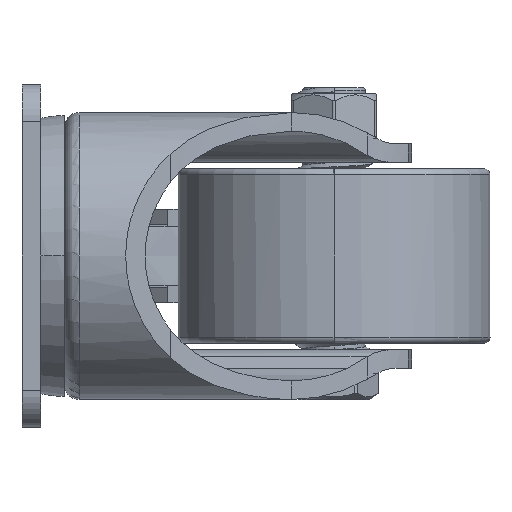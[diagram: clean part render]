
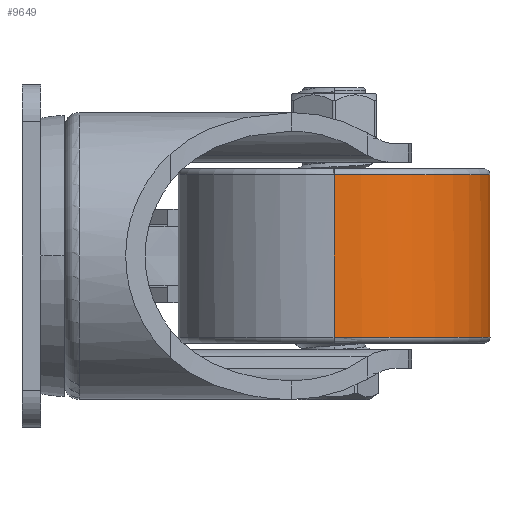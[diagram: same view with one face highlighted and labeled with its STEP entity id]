
A CAD part, left-side view. The second image highlights one B-rep face of the part: STEP entity #9649.
In plain terms, the highlighted cylindrical face has radius 25 mm (diameter 50 mm), a partial arc.
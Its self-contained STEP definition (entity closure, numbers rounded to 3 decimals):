
#9445=CARTESIAN_POINT('',(0.,-13.,0.));
#9446=DIRECTION('',(0.,1.,0.));
#9447=DIRECTION('',(1.,0.,0.));
#9448=AXIS2_PLACEMENT_3D('',#9445,#9446,#9447);
#9450=CARTESIAN_POINT('',(0.,-13.,0.));
#9451=DIRECTION('',(0.,1.,0.));
#9452=DIRECTION('',(1.,0.,-0.007));
#9453=AXIS2_PLACEMENT_3D('',#9450,#9451,#9452);
#9460=DIRECTION('',(0.,-1.,0.));
#9461=VECTOR('',#9460,26.);
#9462=CARTESIAN_POINT('',(-25.,13.,0.));
#9463=LINE('',#9462,#9461);
#9469=CARTESIAN_POINT('',(0.,13.,0.));
#9470=DIRECTION('',(0.,-1.,0.));
#9471=DIRECTION('',(-1.,0.,0.));
#9472=AXIS2_PLACEMENT_3D('',#9469,#9470,#9471);
#9474=CARTESIAN_POINT('',(0.,13.,0.));
#9475=DIRECTION('',(0.,-1.,0.));
#9476=DIRECTION('',(-1.,0.,-0.005));
#9477=AXIS2_PLACEMENT_3D('',#9474,#9475,#9476);
#9524=DIRECTION('',(0.,-1.,0.));
#9525=VECTOR('',#9524,26.);
#9526=CARTESIAN_POINT('',(25.,13.,0.));
#9527=LINE('',#9526,#9525);
#9548=CARTESIAN_POINT('',(-25.,-13.,0.));
#9549=VERTEX_POINT('',#9548);
#9551=CARTESIAN_POINT('',(25.,-13.,0.));
#9553=VERTEX_POINT('',#9551);
#9554=CARTESIAN_POINT('',(24.999,-13.,-0.166));
#9555=VERTEX_POINT('',#9554);
#9556=CARTESIAN_POINT('',(-25.,13.,-0.117));
#9557=CARTESIAN_POINT('',(25.,13.,0.));
#9558=VERTEX_POINT('',#9556);
#9559=VERTEX_POINT('',#9557);
#9560=CARTESIAN_POINT('',(-25.,13.,0.));
#9561=VERTEX_POINT('',#9560);
#9632=CARTESIAN_POINT('',(0.,-14.,0.));
#9633=DIRECTION('',(0.,1.,0.));
#9634=DIRECTION('',(1.,0.,0.));
#9635=AXIS2_PLACEMENT_3D('',#9632,#9633,#9634);
#9636=CYLINDRICAL_SURFACE('',#9635,25.);
#9638=ORIENTED_EDGE('',*,*,#9637,.F.);
#9640=ORIENTED_EDGE('',*,*,#9639,.F.);
#9642=ORIENTED_EDGE('',*,*,#9641,.T.);
#9643=ORIENTED_EDGE('',*,*,#9626,.F.);
#9644=ORIENTED_EDGE('',*,*,#9624,.F.);
#9646=ORIENTED_EDGE('',*,*,#9645,.F.);
#9647=EDGE_LOOP('',(#9638,#9640,#9642,#9643,#9644,#9646));
#9648=FACE_OUTER_BOUND('',#9647,.F.);
#9449=CIRCLE('',#9448,25.);
#9454=CIRCLE('',#9453,25.);
#9473=CIRCLE('',#9472,25.);
#9478=CIRCLE('',#9477,25.);
#9624=EDGE_CURVE('',#9553,#9555,#9449,.T.);
#9626=EDGE_CURVE('',#9555,#9549,#9454,.T.);
#9637=EDGE_CURVE('',#9558,#9559,#9478,.T.);
#9639=EDGE_CURVE('',#9561,#9558,#9473,.T.);
#9641=EDGE_CURVE('',#9561,#9549,#9463,.T.);
#9645=EDGE_CURVE('',#9559,#9553,#9527,.T.);
#9649=ADVANCED_FACE('',(#9648),#9636,.T.);
